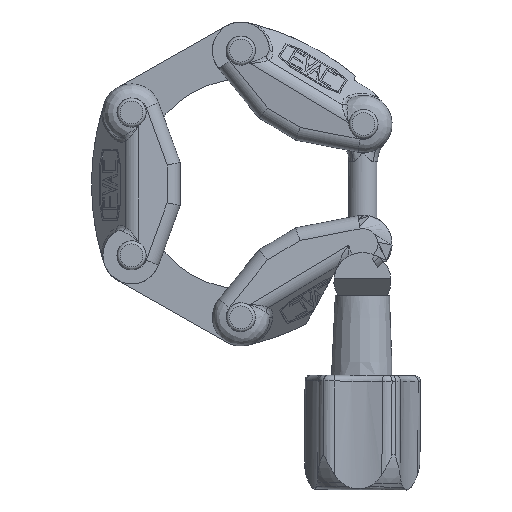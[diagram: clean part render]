
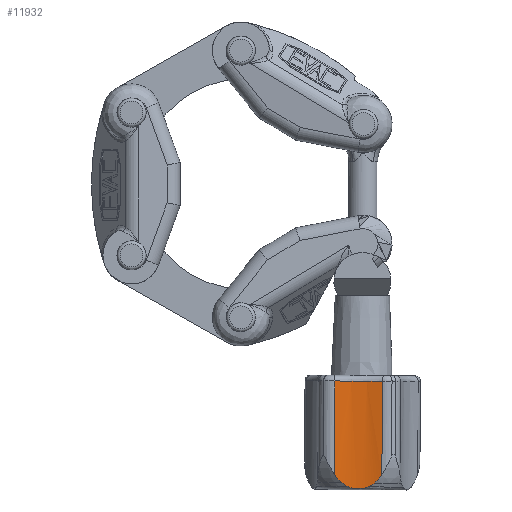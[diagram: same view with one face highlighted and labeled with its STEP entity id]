
A CAD part, left-side view. The second image highlights one B-rep face of the part: STEP entity #11932.
In plain terms, the highlighted cylindrical face has radius 19.967 mm (diameter 39.934 mm), a partial arc.
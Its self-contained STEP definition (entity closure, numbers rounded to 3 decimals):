
#337=CIRCLE('',#12922,19.967);
#471=CYLINDRICAL_SURFACE('',#12974,19.967);
#823=B_SPLINE_CURVE_WITH_KNOTS('',3,(#22918,#22919,#22920,#22921),
 .UNSPECIFIED.,.F.,.F.,(4,4),(0.149,0.15),
 .UNSPECIFIED.);
#828=B_SPLINE_CURVE_WITH_KNOTS('',3,(#22963,#22964,#22965,#22966,#22967,
#22968,#22969),.UNSPECIFIED.,.F.,.F.,(4,1,1,1,4),(0.,
0.001,0.002,0.003,0.004),
 .UNSPECIFIED.);
#877=B_SPLINE_CURVE_WITH_KNOTS('',3,(#23516,#23517,#23518,#23519),
 .UNSPECIFIED.,.F.,.F.,(4,4),(0.,0.002),
 .UNSPECIFIED.);
#878=B_SPLINE_CURVE_WITH_KNOTS('',3,(#23520,#23521,#23522,#23523),
 .UNSPECIFIED.,.F.,.F.,(4,4),(0.144,0.146),
 .UNSPECIFIED.);
#879=B_SPLINE_CURVE_WITH_KNOTS('',3,(#23525,#23526,#23527,#23528),
 .UNSPECIFIED.,.F.,.F.,(4,4),(0.,0.002),
 .UNSPECIFIED.);
#4181=ORIENTED_EDGE('',*,*,#5985,.F.);
#4182=ORIENTED_EDGE('',*,*,#6036,.F.);
#4183=ORIENTED_EDGE('',*,*,#6037,.T.);
#4184=ORIENTED_EDGE('',*,*,#5866,.T.);
#4185=ORIENTED_EDGE('',*,*,#5876,.T.);
#4186=ORIENTED_EDGE('',*,*,#6038,.T.);
#4187=ORIENTED_EDGE('',*,*,#6039,.T.);
#4188=ORIENTED_EDGE('',*,*,#6034,.T.);
#5866=EDGE_CURVE('',#7100,#7098,#823,.F.);
#5876=EDGE_CURVE('',#7098,#7109,#828,.T.);
#5985=EDGE_CURVE('',#7185,#7189,#337,.T.);
#6034=EDGE_CURVE('',#7214,#7189,#8343,.T.);
#6036=EDGE_CURVE('',#7215,#7185,#8344,.T.);
#6037=EDGE_CURVE('',#7215,#7100,#877,.T.);
#6038=EDGE_CURVE('',#7109,#7216,#878,.F.);
#6039=EDGE_CURVE('',#7216,#7214,#879,.T.);
#7098=VERTEX_POINT('',#22916);
#7100=VERTEX_POINT('',#22922);
#7109=VERTEX_POINT('',#22962);
#7185=VERTEX_POINT('',#23369);
#7189=VERTEX_POINT('',#23382);
#7214=VERTEX_POINT('',#23505);
#7215=VERTEX_POINT('',#23515);
#7216=VERTEX_POINT('',#23524);
#8343=LINE('',#23504,#9466);
#8344=LINE('',#23514,#9467);
#9466=VECTOR('',#15801,1000.);
#9467=VECTOR('',#15804,1000.);
#10160=EDGE_LOOP('',(#4181,#4182,#4183,#4184,#4185,#4186,#4187,#4188));
#10872=FACE_BOUND('',#10160,.T.);
#11932=ADVANCED_FACE('',(#10872),#471,.F.);
#12922=AXIS2_PLACEMENT_3D('',#23381,#15690,#15691);
#12974=AXIS2_PLACEMENT_3D('',#23513,#15802,#15803);
#15690=DIRECTION('',(0.,0.,1.));
#15691=DIRECTION('',(-0.587,-0.809,0.));
#15801=DIRECTION('',(0.,0.,-1.));
#15802=DIRECTION('',(0.,0.,1.));
#15803=DIRECTION('',(-0.743,-0.669,0.));
#15804=DIRECTION('',(0.,0.,-1.));
#22916=CARTESIAN_POINT('',(3.613,7.989,16.5));
#22918=CARTESIAN_POINT('',(3.613,7.989,16.5));
#22919=CARTESIAN_POINT('',(3.325,8.24,16.309));
#22920=CARTESIAN_POINT('',(3.066,8.48,16.077));
#22921=CARTESIAN_POINT('',(2.826,8.714,15.821));
#22922=CARTESIAN_POINT('',(2.826,8.714,15.821));
#22962=CARTESIAN_POINT('',(6.482,5.905,16.5));
#22963=CARTESIAN_POINT('',(3.613,7.989,16.5));
#22964=CARTESIAN_POINT('',(3.82,7.809,16.637));
#22965=CARTESIAN_POINT('',(4.28,7.423,16.762));
#22966=CARTESIAN_POINT('',(4.997,6.878,16.812));
#22967=CARTESIAN_POINT('',(5.738,6.364,16.762));
#22968=CARTESIAN_POINT('',(6.246,6.046,16.637));
#22969=CARTESIAN_POINT('',(6.482,5.905,16.5));
#23369=CARTESIAN_POINT('',(1.901,9.673,-2.));
#23381=CARTESIAN_POINT('',(16.737,23.037,-2.));
#23382=CARTESIAN_POINT('',(8.636,4.787,-2.));
#23504=CARTESIAN_POINT('',(8.636,4.787,14.303));
#23505=CARTESIAN_POINT('',(8.636,4.787,14.303));
#23513=CARTESIAN_POINT('',(16.737,23.037,0.));
#23514=CARTESIAN_POINT('',(1.901,9.673,14.345));
#23515=CARTESIAN_POINT('',(1.901,9.673,14.345));
#23516=CARTESIAN_POINT('',(1.901,9.673,14.345));
#23517=CARTESIAN_POINT('',(2.141,9.407,14.915));
#23518=CARTESIAN_POINT('',(2.441,9.087,15.411));
#23519=CARTESIAN_POINT('',(2.826,8.714,15.821));
#23520=CARTESIAN_POINT('',(7.414,5.38,15.821));
#23521=CARTESIAN_POINT('',(7.117,5.537,16.077));
#23522=CARTESIAN_POINT('',(6.805,5.711,16.312));
#23523=CARTESIAN_POINT('',(6.482,5.905,16.5));
#23524=CARTESIAN_POINT('',(7.414,5.38,15.821));
#23525=CARTESIAN_POINT('',(7.414,5.38,15.821));
#23526=CARTESIAN_POINT('',(7.9,5.124,15.401));
#23527=CARTESIAN_POINT('',(8.305,4.934,14.89));
#23528=CARTESIAN_POINT('',(8.636,4.787,14.303));
